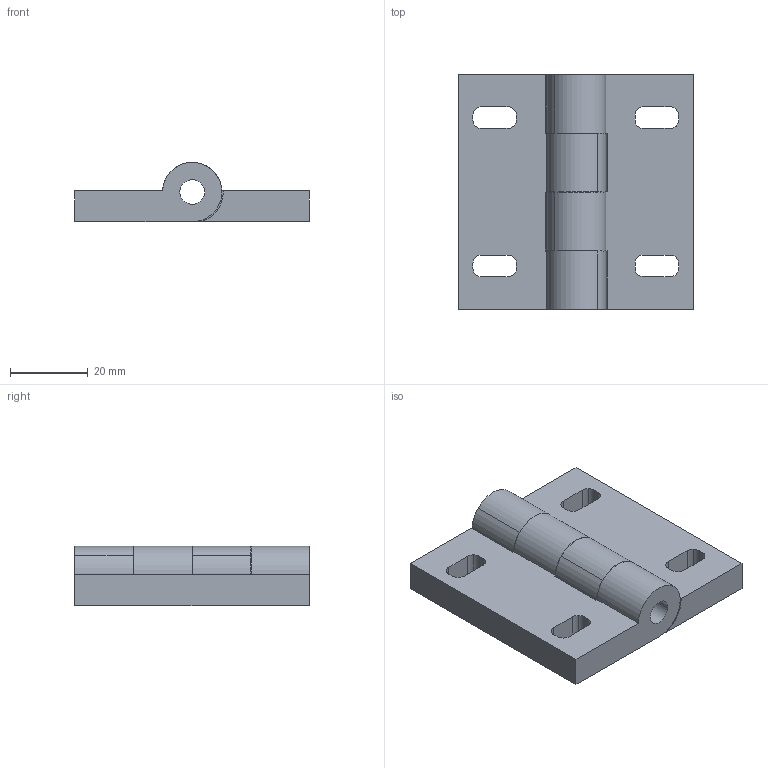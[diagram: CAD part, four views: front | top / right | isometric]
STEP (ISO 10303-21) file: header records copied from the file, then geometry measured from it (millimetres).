
FILE_DESCRIPTION((''),'2;1');
FILE_NAME('15HI8518.stp','2006-03-13T15:37:36',('Shawn Mantel'),('Faztek, LLC'),'Mechanical Desktop 2005','Mechanical Desktop 2005',', , ');
FILE_SCHEMA(('CONFIG_CONTROL_DESIGN'));
Length unit declared in the file: inch
Products named in the file (1): Product
Bounding box: 60.33 x 60.33 x 15.24 mm (x, y, z)
Volume: 30097.6 mm3; surface area: 13603.4 mm2
Topology: 2 solids, 2 shells, 88 faces, 252 edges, 168 vertices
Faces by surface type: cylinder 56, plane 32
Entity records: 3055 total; most frequent: DIRECTION 542, CARTESIAN_POINT 509, ORIENTED_EDGE 504, EDGE_CURVE 252, AXIS2_PLACEMENT_3D 201, VERTEX_POINT 168, VECTOR 140, LINE 140
